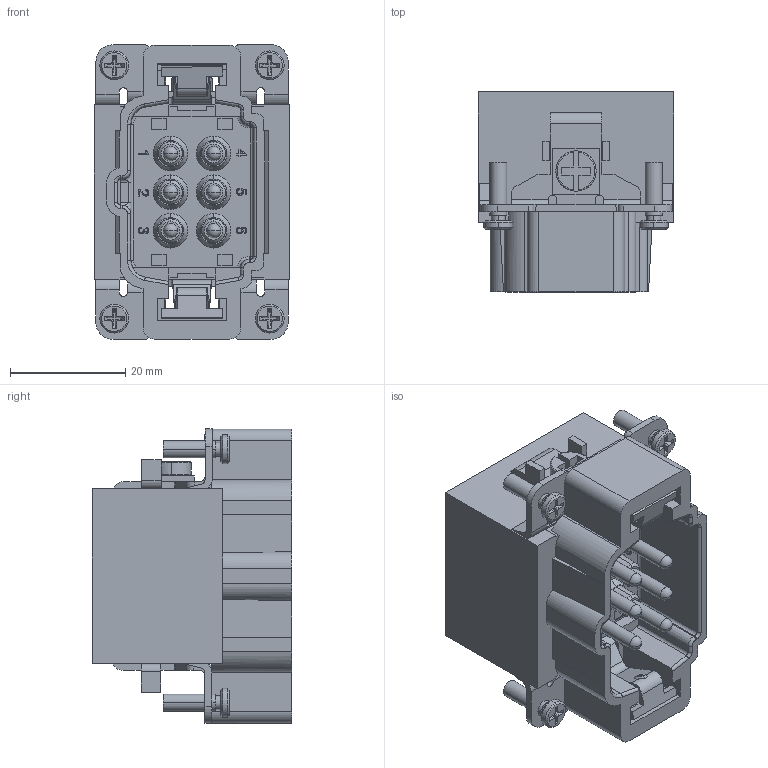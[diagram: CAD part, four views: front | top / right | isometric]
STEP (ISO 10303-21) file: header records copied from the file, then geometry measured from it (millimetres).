
FILE_DESCRIPTION((''),'2;1');
FILE_NAME('10','2017-07-15T',('tl.yang'),(''),'PRO/ENGINEER BY PARAMETRIC TECHNOLOGY CORPORATION, 2011500','PRO/ENGINEER BY PARAMETRIC TECHNOLOGY CORPORATION, 2011500','');
FILE_SCHEMA(('CONFIG_CONTROL_DESIGN'));
Length unit declared in the file: millimetre
Products named in the file (1): 10
Bounding box: 34 x 34.7 x 51.2 mm (x, y, z)
Volume: 28375.3 mm3; surface area: 13568.1 mm2
Topology: 1 solids, 14 shells, 1124 faces, 2968 edges, 1906 vertices
Faces by surface type: plane 706, cylinder 171, cone 84, extrusion 77, bspline 40, torus 24, sphere 22
Entity records: 36127 total; most frequent: CARTESIAN_POINT 8447, ORIENTED_EDGE 5896, DIRECTION 5364, EDGE_CURVE 2948, VECTOR 2234, LINE 2157, VERTEX_POINT 1906, AXIS2_PLACEMENT_3D 1565
